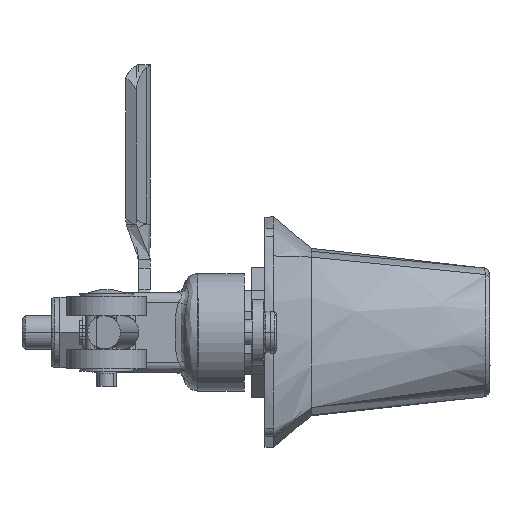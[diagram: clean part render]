
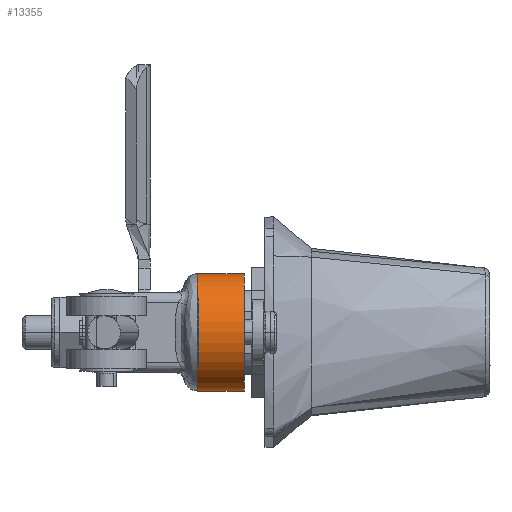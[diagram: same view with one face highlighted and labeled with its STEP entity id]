
A CAD part, front view. The second image highlights one B-rep face of the part: STEP entity #13355.
In plain terms, the highlighted cylindrical face has radius 14 mm (diameter 28 mm), a partial arc.
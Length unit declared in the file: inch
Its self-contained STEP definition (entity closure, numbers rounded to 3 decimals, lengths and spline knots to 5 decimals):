
#729 = AXIS2_PLACEMENT_3D ( 'NONE', #27811, #34920, #26922 ) ;
#1231 = DIRECTION ( 'NONE',  ( -1., 0., 0. ) ) ;
#1406 = ORIENTED_EDGE ( 'NONE', *, *, #3483, .T. ) ;
#2141 = LINE ( 'NONE', #28507, #23750 ) ;
#2197 = EDGE_CURVE ( 'NONE', #31975, #18297, #15434, .T. ) ;
#3483 = EDGE_CURVE ( 'NONE', #18957, #20136, #32598, .T. ) ;
#5681 = CARTESIAN_POINT ( 'NONE',  ( -4.37289, -18.64602, 50.32393 ) ) ;
#7269 = VECTOR ( 'NONE', #19793, 39.37008 ) ;
#7294 = CARTESIAN_POINT ( 'NONE',  ( -4.92407, -18.64602, 50.32393 ) ) ;
#7977 = DIRECTION ( 'NONE',  ( 0., -1., 0. ) ) ;
#11274 = AXIS2_PLACEMENT_3D ( 'NONE', #23464, #28799, #1231 ) ;
#11999 = DIRECTION ( 'NONE',  ( 0., -1., 0. ) ) ;
#13282 = CARTESIAN_POINT ( 'NONE',  ( -3.82171, -18.64602, 50.32393 ) ) ;
#13355 = ADVANCED_FACE ( 'NONE', ( #34767 ), #23482, .T. ) ;
#14057 = ORIENTED_EDGE ( 'NONE', *, *, #24708, .F. ) ;
#14750 = CARTESIAN_POINT ( 'NONE',  ( -4.92407, -19.08702, 50.32393 ) ) ;
#14986 = ORIENTED_EDGE ( 'NONE', *, *, #15388, .T. ) ;
#15388 = EDGE_CURVE ( 'NONE', #20136, #31975, #25824, .T. ) ;
#15434 = CIRCLE ( 'NONE', #11274, 0.55118 ) ;
#16558 = DIRECTION ( 'NONE',  ( -1., 0., 0. ) ) ;
#18297 = VERTEX_POINT ( 'NONE', #20465 ) ;
#18957 = VERTEX_POINT ( 'NONE', #13282 ) ;
#19414 = ORIENTED_EDGE ( 'NONE', *, *, #2197, .T. ) ;
#19793 = DIRECTION ( 'NONE',  ( 0., -1., 0. ) ) ;
#19877 = EDGE_LOOP ( 'NONE', ( #14057, #1406, #14986, #19414 ) ) ;
#20136 = VERTEX_POINT ( 'NONE', #7294 ) ;
#20465 = CARTESIAN_POINT ( 'NONE',  ( -3.82171, -19.08702, 50.32393 ) ) ;
#23464 = CARTESIAN_POINT ( 'NONE',  ( -4.37289, -19.08702, 50.32393 ) ) ;
#23482 = CYLINDRICAL_SURFACE ( 'NONE', #729, 0.55118 ) ;
#23618 = CARTESIAN_POINT ( 'NONE',  ( -4.92407, -19.08702, 50.32393 ) ) ;
#23750 = VECTOR ( 'NONE', #11999, 39.37008 ) ;
#24708 = EDGE_CURVE ( 'NONE', #18957, #18297, #2141, .T. ) ;
#25824 = LINE ( 'NONE', #14750, #7269 ) ;
#26296 = AXIS2_PLACEMENT_3D ( 'NONE', #5681, #7977, #16558 ) ;
#26922 = DIRECTION ( 'NONE',  ( -1., 0., 0. ) ) ;
#27811 = CARTESIAN_POINT ( 'NONE',  ( -4.37289, -19.08702, 50.32393 ) ) ;
#28507 = CARTESIAN_POINT ( 'NONE',  ( -3.82171, -19.08702, 50.32393 ) ) ;
#28799 = DIRECTION ( 'NONE',  ( 0., 1., 0. ) ) ;
#31975 = VERTEX_POINT ( 'NONE', #23618 ) ;
#32598 = CIRCLE ( 'NONE', #26296, 0.55118 ) ;
#34767 = FACE_OUTER_BOUND ( 'NONE', #19877, .T. ) ;
#34920 = DIRECTION ( 'NONE',  ( 0., -1., 0. ) ) ;
